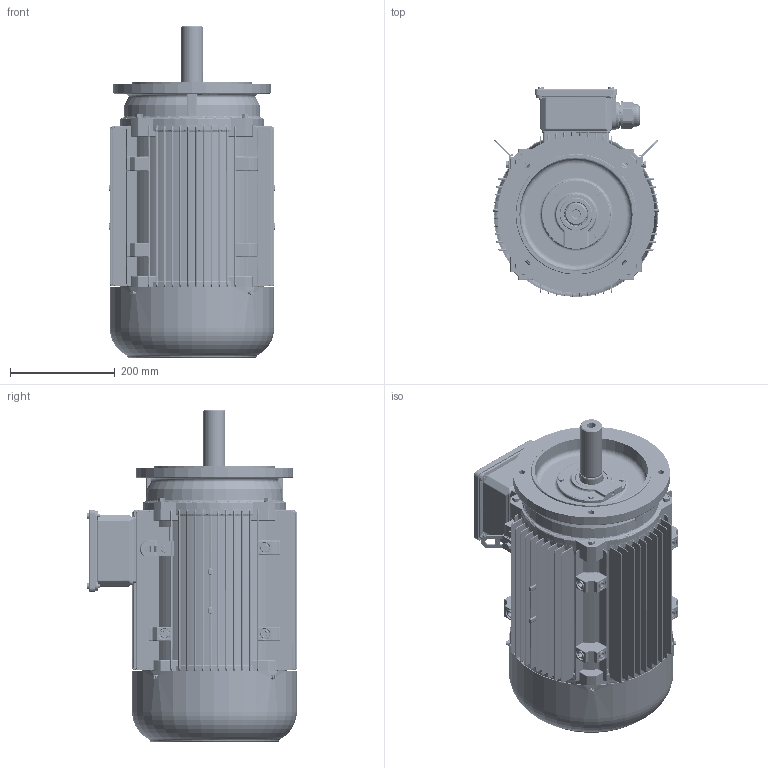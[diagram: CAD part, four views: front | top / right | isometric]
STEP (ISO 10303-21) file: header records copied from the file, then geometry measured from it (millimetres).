
FILE_DESCRIPTION(/* description */ (''),/* implementation_level */ '2;1');
FILE_NAME(/* name */ 'JL3-160L-B14B.stp',/* time_stamp */ '2017-12-05T13:54:59+08:00',/* author */ (''),/* organization */ (''),/* preprocessor_version */ 'ST-DEVELOPER v16',/* originating_system */ 'SIEMENS PLM Software NX 10.0',/* authorisation */ '');
FILE_SCHEMA (('AUTOMOTIVE_DESIGN { 1 0 10303 214 3 1 1 1 }'));
Products named in the file (1): JL3-160L-B14B
Bounding box: 316 x 399.7 x 633 mm (x, y, z)
Volume: 7406818.2 mm3; surface area: 2673388.3 mm2
Topology: 61 solids, 61 shells, 8112 faces, 21036 edges, 13293 vertices
Faces by surface type: plane 3765, cylinder 1968, bspline 1136, torus 741, cone 262, sphere 240
Full cylindrical faces by diameter (mm): 4.48 x5, 5 x7, 5.3 x5, 5.35 x4, 6 x4, 7.188 x8, 8 x15, 8.58 x2, 9.1 x8, 10 x9, 12 x4, 12.1 x2, 14.785 x2, 16 x1, 18 x2, 27.5 x1, 32.5 x3, 37.5 x5, 38.2 x1, 38.75 x6, 40 x7, 41.25 x6, 43.125 x1, 45 x1, 52 x1, 53.125 x1, 62 x1, 65 x1, 66 x1, 100.01 x1
Entity records: 301287 total; most frequent: CARTESIAN_POINT 113487, ORIENTED_EDGE 41344, DIRECTION 34464, EDGE_CURVE 20672, VERTEX_POINT 13163, LINE 11544, VECTOR 11544, AXIS2_PLACEMENT_3D 11460
